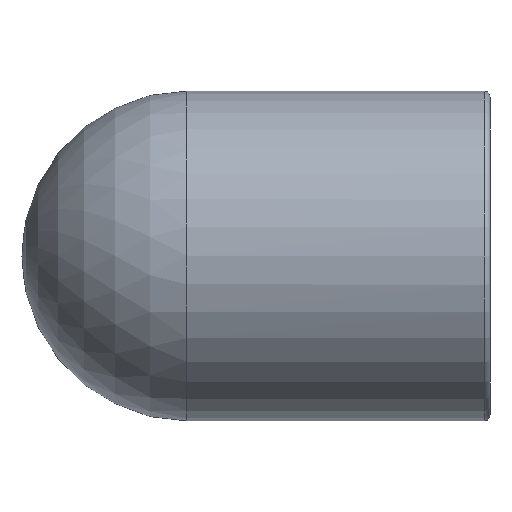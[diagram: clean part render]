
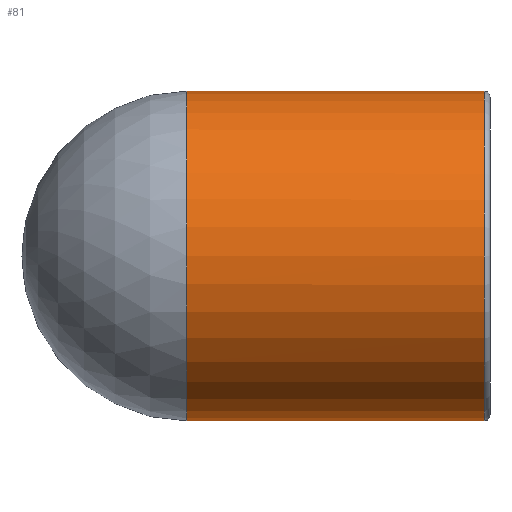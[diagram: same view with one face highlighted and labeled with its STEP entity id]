
A CAD part, left-side view. The second image highlights one B-rep face of the part: STEP entity #81.
In plain terms, the highlighted cylindrical face has radius 21 mm (diameter 42 mm), a full revolution.
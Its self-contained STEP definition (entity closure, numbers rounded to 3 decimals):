
#81 = ADVANCED_FACE( '', ( #174, #175 ), #176, .T. );
#174 = FACE_OUTER_BOUND( '', #309, .T. );
#175 = FACE_OUTER_BOUND( '', #310, .T. );
#176 = CYLINDRICAL_SURFACE( '', #311, 21. );
#309 = EDGE_LOOP( '', ( #460 ) );
#310 = EDGE_LOOP( '', ( #461, #462 ) );
#311 = AXIS2_PLACEMENT_3D( '', #463, #464, #465 );
#460 = ORIENTED_EDGE( '', *, *, #591, .F. );
#461 = ORIENTED_EDGE( '', *, *, #575, .F. );
#462 = ORIENTED_EDGE( '', *, *, #597, .T. );
#463 = CARTESIAN_POINT( '', ( 0., 0., 0. ) );
#464 = DIRECTION( '', ( 0., 1., 0. ) );
#465 = DIRECTION( '', ( 0., 0., -1. ) );
#575 = EDGE_CURVE( '', #664, #662, #666, .T. );
#591 = EDGE_CURVE( '', #691, #691, #692, .T. );
#597 = EDGE_CURVE( '', #664, #662, #700, .T. );
#662 = VERTEX_POINT( '', #784 );
#664 = VERTEX_POINT( '', #821 );
#666 = B_SPLINE_CURVE_WITH_KNOTS( '', 3, ( #858, #859, #860, #861, #862, #863, #864, #865, #866, #867, #868, #869, #870, #871, #872, #873, #874, #875, #876, #877, #878, #879, #880, #881, #882, #883, #884, #885, #886, #887, #888, #889, #890, #891, #892, #893, #894, #895, #896, #897, #898, #899, #900, #901, #902, #903, #904 ), .UNSPECIFIED., .F., .F., ( 4, 2, 2, 2, 2, 2, 2, 2, 2, 2, 2, 1, 2, 2, 2, 2, 2, 2, 2, 2, 2, 2, 2, 4 ), ( 0.032, 0.033, 0.035, 0.038, 0.041, 0.042, 0.043, 0.046, 0.049, 0.052, 0.053, 0.055, 0.056, 0.058, 0.061, 0.062, 0.064, 0.066, 0.069, 0.071, 0.072, 0.075, 0.076, 0.078 ), .UNSPECIFIED. );
#691 = VERTEX_POINT( '', #992 );
#692 = CIRCLE( '', #993, 21. );
#700 = CIRCLE( '', #1055, 21. );
#784 = CARTESIAN_POINT( '', ( 13.556, 38.625, -16.038 ) );
#821 = CARTESIAN_POINT( '', ( 13.556, 38.625, 16.038 ) );
#858 = CARTESIAN_POINT( '', ( 13.556, 38.625, 16.038 ) );
#859 = CARTESIAN_POINT( '', ( 13.699, 38.182, 15.918 ) );
#860 = CARTESIAN_POINT( '', ( 13.858, 37.75, 15.78 ) );
#861 = CARTESIAN_POINT( '', ( 14.2, 36.904, 15.473 ) );
#862 = CARTESIAN_POINT( '', ( 14.384, 36.488, 15.302 ) );
#863 = CARTESIAN_POINT( '', ( 14.959, 35.276, 14.748 ) );
#864 = CARTESIAN_POINT( '', ( 15.369, 34.519, 14.324 ) );
#865 = CARTESIAN_POINT( '', ( 16.205, 33.085, 13.372 ) );
#866 = CARTESIAN_POINT( '', ( 16.631, 32.408, 12.843 ) );
#867 = CARTESIAN_POINT( '', ( 17.264, 31.447, 11.962 ) );
#868 = CARTESIAN_POINT( '', ( 17.474, 31.136, 11.653 ) );
#869 = CARTESIAN_POINT( '', ( 17.883, 30.542, 11.016 ) );
#870 = CARTESIAN_POINT( '', ( 18.082, 30.258, 10.686 ) );
#871 = CARTESIAN_POINT( '', ( 18.663, 29.442, 9.66 ) );
#872 = CARTESIAN_POINT( '', ( 19.026, 28.948, 8.929 ) );
#873 = CARTESIAN_POINT( '', ( 19.687, 28.066, 7.359 ) );
#874 = CARTESIAN_POINT( '', ( 19.986, 27.675, 6.511 ) );
#875 = CARTESIAN_POINT( '', ( 20.474, 27.044, 4.76 ) );
#876 = CARTESIAN_POINT( '', ( 20.666, 26.799, 3.851 ) );
#877 = CARTESIAN_POINT( '', ( 20.864, 26.547, 2.433 ) );
#878 = CARTESIAN_POINT( '', ( 20.915, 26.483, 1.952 ) );
#879 = CARTESIAN_POINT( '', ( 20.982, 26.398, 0.995 ) );
#880 = CARTESIAN_POINT( '', ( 21.016, 26.355, 0.038 ) );
#881 = CARTESIAN_POINT( '', ( 20.985, 26.394, -0.921 ) );
#882 = CARTESIAN_POINT( '', ( 20.921, 26.475, -1.88 ) );
#883 = CARTESIAN_POINT( '', ( 20.872, 26.537, -2.363 ) );
#884 = CARTESIAN_POINT( '', ( 20.679, 26.783, -3.78 ) );
#885 = CARTESIAN_POINT( '', ( 20.49, 27.024, -4.692 ) );
#886 = CARTESIAN_POINT( '', ( 20.126, 27.494, -6.013 ) );
#887 = CARTESIAN_POINT( '', ( 19.991, 27.67, -6.447 ) );
#888 = CARTESIAN_POINT( '', ( 19.7, 28.051, -7.288 ) );
#889 = CARTESIAN_POINT( '', ( 19.544, 28.257, -7.696 ) );
#890 = CARTESIAN_POINT( '', ( 19.049, 28.917, -8.881 ) );
#891 = CARTESIAN_POINT( '', ( 18.682, 29.415, -9.624 ) );
#892 = CARTESIAN_POINT( '', ( 17.897, 30.517, -11.015 ) );
#893 = CARTESIAN_POINT( '', ( 17.485, 31.111, -11.652 ) );
#894 = CARTESIAN_POINT( '', ( 16.856, 32.067, -12.531 ) );
#895 = CARTESIAN_POINT( '', ( 16.643, 32.396, -12.811 ) );
#896 = CARTESIAN_POINT( '', ( 16.218, 33.077, -13.345 ) );
#897 = CARTESIAN_POINT( '', ( 16.004, 33.43, -13.601 ) );
#898 = CARTESIAN_POINT( '', ( 15.369, 34.519, -14.325 ) );
#899 = CARTESIAN_POINT( '', ( 14.958, 35.278, -14.749 ) );
#900 = CARTESIAN_POINT( '', ( 14.388, 36.481, -15.299 ) );
#901 = CARTESIAN_POINT( '', ( 14.205, 36.892, -15.468 ) );
#902 = CARTESIAN_POINT( '', ( 13.862, 37.739, -15.777 ) );
#903 = CARTESIAN_POINT( '', ( 13.7, 38.178, -15.916 ) );
#904 = CARTESIAN_POINT( '', ( 13.556, 38.625, -16.038 ) );
#992 = CARTESIAN_POINT( '', ( 0., 0.75, -21. ) );
#993 = AXIS2_PLACEMENT_3D( '', #1159, #1160, #1161 );
#1055 = AXIS2_PLACEMENT_3D( '', #1165, #1166, #1167 );
#1159 = CARTESIAN_POINT( '', ( 0., 0.75, 0. ) );
#1160 = DIRECTION( '', ( 0., -1., 0. ) );
#1161 = DIRECTION( '', ( 0., 0., -1. ) );
#1165 = CARTESIAN_POINT( '', ( 0., 38.625, 0. ) );
#1166 = DIRECTION( '', ( 0., -1., 0. ) );
#1167 = DIRECTION( '', ( 0., 0., -1. ) );
